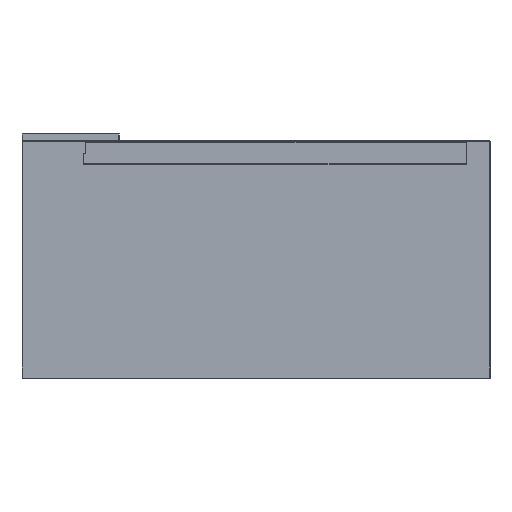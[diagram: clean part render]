
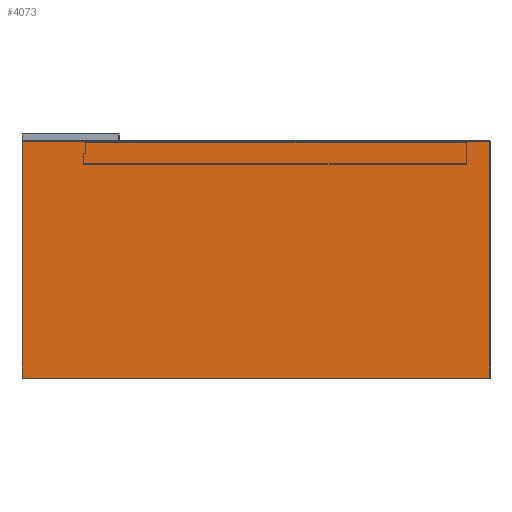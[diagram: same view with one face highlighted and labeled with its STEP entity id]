
A CAD part, left-side view. The second image highlights one B-rep face of the part: STEP entity #4073.
In plain terms, the highlighted planar face has unit normal (-1, 0, 0).
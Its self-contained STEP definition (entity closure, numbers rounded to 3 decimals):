
#548 = ORIENTED_EDGE ( 'NONE', *, *, #591, .T. ) ;
#591 = EDGE_CURVE ( 'NONE', #3020, #3354, #2279, .T. ) ;
#1233 = LINE ( 'NONE', #2649, #3264 ) ;
#1457 = CARTESIAN_POINT ( 'NONE',  ( -750., 1299., -100. ) ) ;
#1563 = CARTESIAN_POINT ( 'NONE',  ( -750., 1., -1. ) ) ;
#1638 = CARTESIAN_POINT ( 'NONE',  ( -750., 1299., -659. ) ) ;
#1990 = CARTESIAN_POINT ( 'NONE',  ( -750., 1300., -659. ) ) ;
#2279 = LINE ( 'NONE', #1457, #8589 ) ;
#2356 = EDGE_CURVE ( 'NONE', #3354, #5960, #10422, .T. ) ;
#2481 = PLANE ( 'NONE',  #8278 ) ;
#2565 = CARTESIAN_POINT ( 'NONE',  ( -750., 1., -659. ) ) ;
#2649 = CARTESIAN_POINT ( 'NONE',  ( -750., 1., 0. ) ) ;
#3020 = VERTEX_POINT ( 'NONE', #8604 ) ;
#3264 = VECTOR ( 'NONE', #4369, 1000. ) ;
#3354 = VERTEX_POINT ( 'NONE', #1638 ) ;
#4073 = ADVANCED_FACE ( 'Fl�che5', ( #7534 ), #2481, .F. ) ;
#4092 = DIRECTION ( 'NONE',  ( 0., 0., -1. ) ) ;
#4369 = DIRECTION ( 'NONE',  ( 0., 0., 1. ) ) ;
#4516 = DIRECTION ( 'NONE',  ( 0., -1., 0. ) ) ;
#4712 = ORIENTED_EDGE ( 'NONE', *, *, #2356, .T. ) ;
#4767 = ORIENTED_EDGE ( 'NONE', *, *, #7498, .T. ) ;
#5018 = CARTESIAN_POINT ( 'NONE',  ( -750., 1300., -100. ) ) ;
#5264 = LINE ( 'NONE', #6901, #5395 ) ;
#5395 = VECTOR ( 'NONE', #10235, 1000. ) ;
#5629 = EDGE_LOOP ( 'NONE', ( #6570, #4767, #548, #4712 ) ) ;
#5960 = VERTEX_POINT ( 'NONE', #2565 ) ;
#6017 = VECTOR ( 'NONE', #4516, 1000. ) ;
#6224 = VERTEX_POINT ( 'NONE', #1563 ) ;
#6570 = ORIENTED_EDGE ( 'NONE', *, *, #7902, .T. ) ;
#6901 = CARTESIAN_POINT ( 'NONE',  ( -750., 1300., -1. ) ) ;
#7498 = EDGE_CURVE ( 'NONE', #6224, #3020, #5264, .T. ) ;
#7534 = FACE_OUTER_BOUND ( 'NONE', #5629, .T. ) ;
#7902 = EDGE_CURVE ( 'NONE', #5960, #6224, #1233, .T. ) ;
#8278 = AXIS2_PLACEMENT_3D ( 'NONE', #5018, #10155, #4092 ) ;
#8589 = VECTOR ( 'NONE', #9727, 1000. ) ;
#8604 = CARTESIAN_POINT ( 'NONE',  ( -750., 1299., -1. ) ) ;
#9727 = DIRECTION ( 'NONE',  ( 0., 0., -1. ) ) ;
#10155 = DIRECTION ( 'NONE',  ( 1., 0., 0. ) ) ;
#10235 = DIRECTION ( 'NONE',  ( 0., 1., 0. ) ) ;
#10422 = LINE ( 'NONE', #1990, #6017 ) ;
